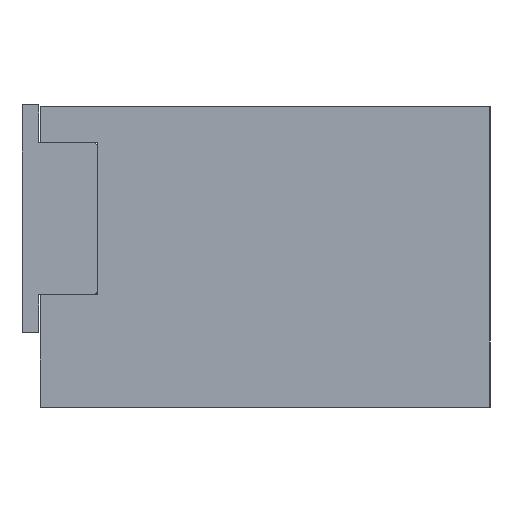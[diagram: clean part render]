
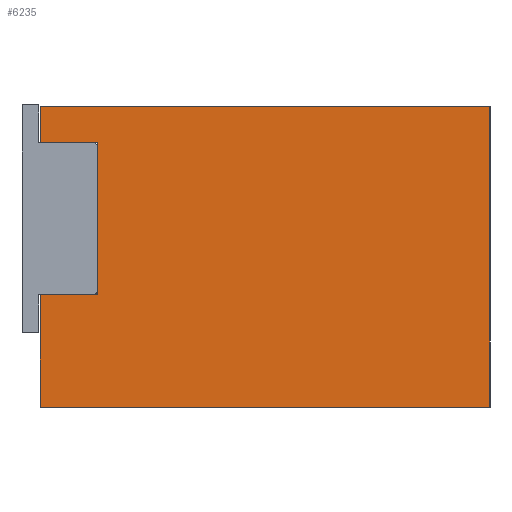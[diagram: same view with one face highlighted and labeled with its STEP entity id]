
A CAD part, left-side view. The second image highlights one B-rep face of the part: STEP entity #6235.
In plain terms, the highlighted planar face has unit normal (-1, 0, 0).
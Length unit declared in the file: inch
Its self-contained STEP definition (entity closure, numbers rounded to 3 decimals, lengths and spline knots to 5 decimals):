
#119 = DIRECTION ( 'NONE',  ( 0., 0., 1. ) ) ;
#288 = VECTOR ( 'NONE', #6482, 39.37008 ) ;
#406 = LINE ( 'NONE', #5714, #4166 ) ;
#443 = CARTESIAN_POINT ( 'NONE',  ( -2., 1.48, -0.62 ) ) ;
#596 = ORIENTED_EDGE ( 'NONE', *, *, #5769, .F. ) ;
#736 = ORIENTED_EDGE ( 'NONE', *, *, #1978, .F. ) ;
#767 = ORIENTED_EDGE ( 'NONE', *, *, #3840, .F. ) ;
#1100 = DIRECTION ( 'NONE',  ( 0., 1., 0. ) ) ;
#1277 = LINE ( 'NONE', #7110, #288 ) ;
#1346 = VECTOR ( 'NONE', #4270, 39.37008 ) ;
#1426 = EDGE_CURVE ( 'NONE', #4590, #7905, #1277, .T. ) ;
#1503 = FACE_OUTER_BOUND ( 'NONE', #7313, .T. ) ;
#1642 = CARTESIAN_POINT ( 'NONE',  ( -2., 1.29, -0.119 ) ) ;
#1652 = ORIENTED_EDGE ( 'NONE', *, *, #5437, .F. ) ;
#1860 = CARTESIAN_POINT ( 'NONE',  ( -2., 0., 0. ) ) ;
#1864 = CARTESIAN_POINT ( 'NONE',  ( -2., 1.48, -0.62 ) ) ;
#1877 = ORIENTED_EDGE ( 'NONE', *, *, #5503, .F. ) ;
#1906 = LINE ( 'NONE', #1864, #7086 ) ;
#1978 = EDGE_CURVE ( 'NONE', #4232, #6003, #8378, .T. ) ;
#2255 = CARTESIAN_POINT ( 'NONE',  ( -2., 0., 0. ) ) ;
#2363 = CARTESIAN_POINT ( 'NONE',  ( -2., 1.29, -0.62 ) ) ;
#2476 = CARTESIAN_POINT ( 'NONE',  ( -2., 1.48, 0. ) ) ;
#2788 = VECTOR ( 'NONE', #7512, 39.37008 ) ;
#3131 = CARTESIAN_POINT ( 'NONE',  ( -2., 1.48, -0.99 ) ) ;
#3302 = CARTESIAN_POINT ( 'NONE',  ( -2., 1.29, -0.119 ) ) ;
#3682 = ORIENTED_EDGE ( 'NONE', *, *, #8008, .F. ) ;
#3737 = VECTOR ( 'NONE', #8457, 39.37008 ) ;
#3840 = EDGE_CURVE ( 'NONE', #4973, #4232, #1906, .T. ) ;
#4029 = VECTOR ( 'NONE', #7326, 39.37008 ) ;
#4117 = LINE ( 'NONE', #2255, #4029 ) ;
#4123 = CARTESIAN_POINT ( 'NONE',  ( -2., 1.48, -0.119 ) ) ;
#4166 = VECTOR ( 'NONE', #6261, 39.37008 ) ;
#4232 = VERTEX_POINT ( 'NONE', #443 ) ;
#4270 = DIRECTION ( 'NONE',  ( 0., 0., 1. ) ) ;
#4375 = CARTESIAN_POINT ( 'NONE',  ( -2., 0., -0.99 ) ) ;
#4590 = VERTEX_POINT ( 'NONE', #1860 ) ;
#4597 = ORIENTED_EDGE ( 'NONE', *, *, #8416, .F. ) ;
#4639 = PLANE ( 'NONE',  #7273 ) ;
#4973 = VERTEX_POINT ( 'NONE', #3131 ) ;
#5264 = VERTEX_POINT ( 'NONE', #3302 ) ;
#5346 = DIRECTION ( 'NONE',  ( -1., 0., 0. ) ) ;
#5437 = EDGE_CURVE ( 'NONE', #7905, #4973, #406, .T. ) ;
#5503 = EDGE_CURVE ( 'NONE', #7696, #6328, #8325, .T. ) ;
#5714 = CARTESIAN_POINT ( 'NONE',  ( -2., 1.48, -0.99 ) ) ;
#5769 = EDGE_CURVE ( 'NONE', #6328, #4590, #4117, .T. ) ;
#5851 = ORIENTED_EDGE ( 'NONE', *, *, #1426, .F. ) ;
#6003 = VERTEX_POINT ( 'NONE', #2363 ) ;
#6235 = ADVANCED_FACE ( 'NONE', ( #1503 ), #4639, .T. ) ;
#6261 = DIRECTION ( 'NONE',  ( 0., 1., 0. ) ) ;
#6328 = VERTEX_POINT ( 'NONE', #6646 ) ;
#6467 = DIRECTION ( 'NONE',  ( 0., 0., 1. ) ) ;
#6482 = DIRECTION ( 'NONE',  ( 0., 0., -1. ) ) ;
#6646 = CARTESIAN_POINT ( 'NONE',  ( -2., 1.48, 0. ) ) ;
#7086 = VECTOR ( 'NONE', #6467, 39.37008 ) ;
#7110 = CARTESIAN_POINT ( 'NONE',  ( -2., 0., -0.99 ) ) ;
#7231 = LINE ( 'NONE', #7837, #7472 ) ;
#7273 = AXIS2_PLACEMENT_3D ( 'NONE', #7383, #5346, #119 ) ;
#7313 = EDGE_LOOP ( 'NONE', ( #5851, #596, #1877, #3682, #4597, #736, #767, #1652 ) ) ;
#7326 = DIRECTION ( 'NONE',  ( 0., -1., 0. ) ) ;
#7383 = CARTESIAN_POINT ( 'NONE',  ( -2., 0., 0. ) ) ;
#7472 = VECTOR ( 'NONE', #1100, 39.37008 ) ;
#7512 = DIRECTION ( 'NONE',  ( 0., 0., 1. ) ) ;
#7574 = LINE ( 'NONE', #1642, #1346 ) ;
#7692 = CARTESIAN_POINT ( 'NONE',  ( -2., 1.29, -0.62 ) ) ;
#7696 = VERTEX_POINT ( 'NONE', #4123 ) ;
#7837 = CARTESIAN_POINT ( 'NONE',  ( -2., 1.48, -0.119 ) ) ;
#7905 = VERTEX_POINT ( 'NONE', #4375 ) ;
#8008 = EDGE_CURVE ( 'NONE', #5264, #7696, #7231, .T. ) ;
#8325 = LINE ( 'NONE', #2476, #2788 ) ;
#8378 = LINE ( 'NONE', #7692, #3737 ) ;
#8416 = EDGE_CURVE ( 'NONE', #6003, #5264, #7574, .T. ) ;
#8457 = DIRECTION ( 'NONE',  ( 0., -1., 0. ) ) ;
